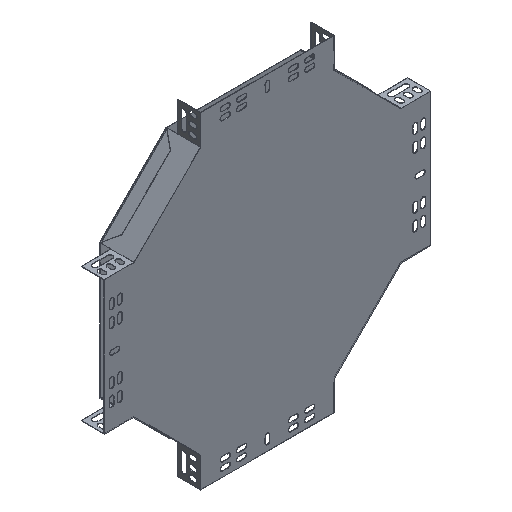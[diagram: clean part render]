
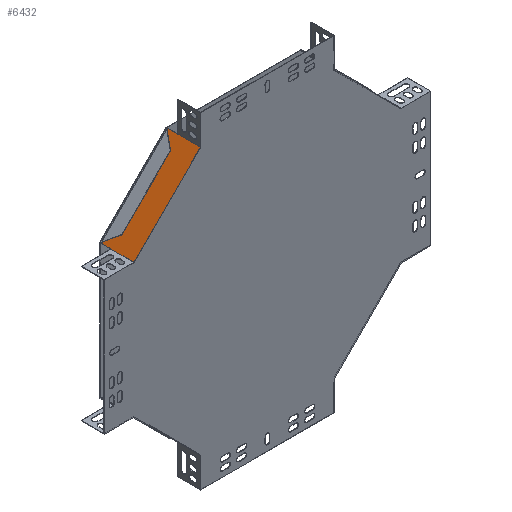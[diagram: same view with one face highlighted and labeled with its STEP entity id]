
A CAD part, isometric view. The second image highlights one B-rep face of the part: STEP entity #6432.
In plain terms, the highlighted planar face has unit normal (-0.707, 0, 0.707).
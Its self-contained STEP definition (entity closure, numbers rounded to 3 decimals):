
#190 = DIRECTION ( 'NONE',  ( 0., 1., 0. ) ) ;
#321 = DIRECTION ( 'NONE',  ( -0.707, 0., -0.707 ) ) ;
#709 = CARTESIAN_POINT ( 'NONE',  ( -211.365, 161.622, 91.355 ) ) ;
#809 = VERTEX_POINT ( 'NONE', #5001 ) ;
#852 = VERTEX_POINT ( 'NONE', #2329 ) ;
#1324 = CARTESIAN_POINT ( 'NONE',  ( -111.365, 161.622, 191.355 ) ) ;
#1343 = ORIENTED_EDGE ( 'NONE', *, *, #7796, .T. ) ;
#2093 = DIRECTION ( 'NONE',  ( 0., -1., 0. ) ) ;
#2329 = CARTESIAN_POINT ( 'NONE',  ( -111.365, 161.622, 191.355 ) ) ;
#2482 = LINE ( 'NONE', #1324, #2530 ) ;
#2494 = LINE ( 'NONE', #3105, #2505 ) ;
#2505 = VECTOR ( 'NONE', #9758, 1000. ) ;
#2530 = VECTOR ( 'NONE', #7854, 1000. ) ;
#2619 = VECTOR ( 'NONE', #321, 1000. ) ;
#2643 = LINE ( 'NONE', #11639, #2619 ) ;
#2778 = EDGE_CURVE ( 'NONE', #4646, #809, #7433, .T. ) ;
#2913 = VECTOR ( 'NONE', #2093, 1000. ) ;
#2932 = CARTESIAN_POINT ( 'NONE',  ( -211.365, 161.622, 91.355 ) ) ;
#3016 = LINE ( 'NONE', #2932, #2913 ) ;
#3105 = CARTESIAN_POINT ( 'NONE',  ( -211.365, 146.622, 91.355 ) ) ;
#3228 = LINE ( 'NONE', #6622, #3347 ) ;
#3347 = VECTOR ( 'NONE', #190, 1000. ) ;
#3436 = DIRECTION ( 'NONE',  ( 0.707, 0., -0.707 ) ) ;
#4646 = VERTEX_POINT ( 'NONE', #7690 ) ;
#4657 = VERTEX_POINT ( 'NONE', #8664 ) ;
#4938 = VERTEX_POINT ( 'NONE', #11032 ) ;
#5001 = CARTESIAN_POINT ( 'NONE',  ( -211.365, 111.622, 91.355 ) ) ;
#5068 = DIRECTION ( 'NONE',  ( -0.707, 0., -0.707 ) ) ;
#5609 = EDGE_LOOP ( 'NONE', ( #12035, #12086, #12097, #10124, #12240, #1343 ) ) ;
#6392 = CARTESIAN_POINT ( 'NONE',  ( -211.365, 161.622, 91.355 ) ) ;
#6432 = ADVANCED_FACE ( 'NONE', ( #10634 ), #9145, .F. ) ;
#6622 = CARTESIAN_POINT ( 'NONE',  ( -111.365, 161.622, 191.355 ) ) ;
#7423 = VECTOR ( 'NONE', #5068, 1000. ) ;
#7433 = LINE ( 'NONE', #8960, #7423 ) ;
#7676 = EDGE_CURVE ( 'NONE', #4657, #852, #3228, .T. ) ;
#7690 = CARTESIAN_POINT ( 'NONE',  ( -111.365, 111.622, 191.355 ) ) ;
#7717 = EDGE_CURVE ( 'NONE', #8412, #4938, #3016, .T. ) ;
#7796 = EDGE_CURVE ( 'NONE', #852, #8412, #2643, .T. ) ;
#7818 = EDGE_CURVE ( 'NONE', #4938, #809, #2494, .T. ) ;
#7834 = EDGE_CURVE ( 'NONE', #4646, #4657, #2482, .T. ) ;
#7854 = DIRECTION ( 'NONE',  ( 0., 1., 0. ) ) ;
#8412 = VERTEX_POINT ( 'NONE', #6392 ) ;
#8664 = CARTESIAN_POINT ( 'NONE',  ( -111.365, 146.622, 191.355 ) ) ;
#8960 = CARTESIAN_POINT ( 'NONE',  ( -110.565, 111.622, 192.155 ) ) ;
#9145 = PLANE ( 'NONE',  #10266 ) ;
#9758 = DIRECTION ( 'NONE',  ( 0., -1., 0. ) ) ;
#10124 = ORIENTED_EDGE ( 'NONE', *, *, #7834, .T. ) ;
#10126 = DIRECTION ( 'NONE',  ( -0.707, 0., -0.707 ) ) ;
#10266 = AXIS2_PLACEMENT_3D ( 'NONE', #709, #3436, #10126 ) ;
#10634 = FACE_OUTER_BOUND ( 'NONE', #5609, .T. ) ;
#11032 = CARTESIAN_POINT ( 'NONE',  ( -211.365, 146.622, 91.355 ) ) ;
#11639 = CARTESIAN_POINT ( 'NONE',  ( -211.365, 161.622, 91.355 ) ) ;
#12035 = ORIENTED_EDGE ( 'NONE', *, *, #7717, .T. ) ;
#12086 = ORIENTED_EDGE ( 'NONE', *, *, #7818, .T. ) ;
#12097 = ORIENTED_EDGE ( 'NONE', *, *, #2778, .F. ) ;
#12240 = ORIENTED_EDGE ( 'NONE', *, *, #7676, .T. ) ;
